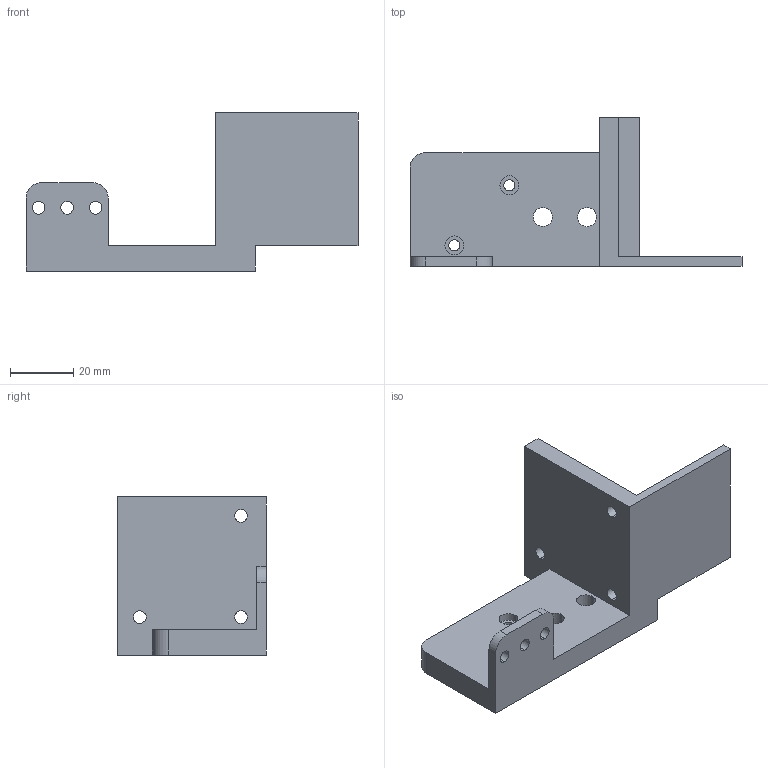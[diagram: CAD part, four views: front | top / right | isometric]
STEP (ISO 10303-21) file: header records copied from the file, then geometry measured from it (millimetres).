
FILE_DESCRIPTION (( 'STEP AP203' ), '1' );
FILE_NAME ('support alu pour cr10.STEP', '2021-01-10T08:38:44', ( '' ), ( '' ), 'SwSTEP 2.0', 'SolidWorks 2020', '' );
FILE_SCHEMA (( 'CONFIG_CONTROL_DESIGN' ));
Length unit declared in the file: millimetre
Products named in the file (1): support alu pour cr10
Bounding box: 105 x 47 x 50 mm (x, y, z)
Volume: 38267.9 mm3; surface area: 17320.8 mm2
Topology: 1 solids, 1 shells, 52 faces, 137 edges, 91 vertices
Faces by surface type: cylinder 31, plane 21
Entity records: 1752 total; most frequent: DIRECTION 305, CARTESIAN_POINT 281, ORIENTED_EDGE 274, EDGE_CURVE 137, AXIS2_PLACEMENT_3D 115, VERTEX_POINT 91, EDGE_LOOP 76, VECTOR 75
